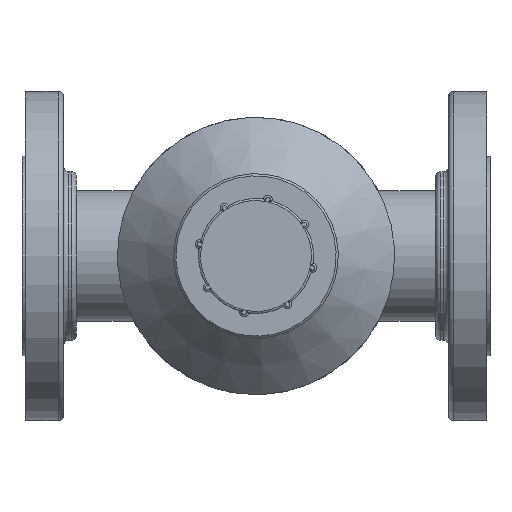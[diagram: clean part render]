
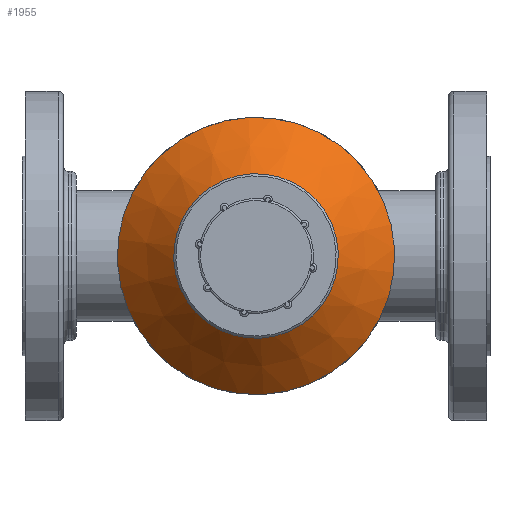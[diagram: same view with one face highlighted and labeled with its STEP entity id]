
A CAD part, front view. The second image highlights one B-rep face of the part: STEP entity #1955.
In plain terms, the highlighted conical face has half-angle 45 degrees and reference radius 38 mm.
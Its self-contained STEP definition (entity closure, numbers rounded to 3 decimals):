
#249 = CIRCLE ( 'NONE', #3203, 64. ) ;
#608 = CIRCLE ( 'NONE', #6411, 38. ) ;
#656 = EDGE_CURVE ( 'NONE', #6974, #6974, #249, .T. ) ;
#701 = CARTESIAN_POINT ( 'NONE',  ( 15.085, -13.663, 0. ) ) ;
#1421 = DIRECTION ( 'NONE',  ( 0., 1., 0. ) ) ;
#1955 = ADVANCED_FACE ( 'NONE', ( #2987, #6171 ), #7922, .T. ) ;
#2162 = CARTESIAN_POINT ( 'NONE',  ( -22.915, -13.663, 0. ) ) ;
#2207 = EDGE_LOOP ( 'NONE', ( #8115 ) ) ;
#2837 = VERTEX_POINT ( 'NONE', #2162 ) ;
#2987 = FACE_OUTER_BOUND ( 'NONE', #6324, .T. ) ;
#3203 = AXIS2_PLACEMENT_3D ( 'NONE', #6131, #4170, #4129 ) ;
#3740 = ORIENTED_EDGE ( 'NONE', *, *, #656, .T. ) ;
#3746 = DIRECTION ( 'NONE',  ( 1., 0., 0. ) ) ;
#4129 = DIRECTION ( 'NONE',  ( -1., 0., 0. ) ) ;
#4170 = DIRECTION ( 'NONE',  ( 0., 1., 0. ) ) ;
#4246 = EDGE_CURVE ( 'NONE', #2837, #2837, #608, .T. ) ;
#5473 = AXIS2_PLACEMENT_3D ( 'NONE', #7485, #8218, #3746 ) ;
#6131 = CARTESIAN_POINT ( 'NONE',  ( 15.085, -39.663, 0. ) ) ;
#6171 = FACE_BOUND ( 'NONE', #2207, .T. ) ;
#6324 = EDGE_LOOP ( 'NONE', ( #3740 ) ) ;
#6409 = CARTESIAN_POINT ( 'NONE',  ( -48.915, -39.663, 0. ) ) ;
#6411 = AXIS2_PLACEMENT_3D ( 'NONE', #701, #1421, #6579 ) ;
#6579 = DIRECTION ( 'NONE',  ( -1., 0., 0. ) ) ;
#6974 = VERTEX_POINT ( 'NONE', #6409 ) ;
#7485 = CARTESIAN_POINT ( 'NONE',  ( 15.085, -13.663, 0. ) ) ;
#7922 = CONICAL_SURFACE ( 'NONE', #5473, 38., 0.785 ) ;
#8115 = ORIENTED_EDGE ( 'NONE', *, *, #4246, .F. ) ;
#8218 = DIRECTION ( 'NONE',  ( 0., -1., 0. ) ) ;
